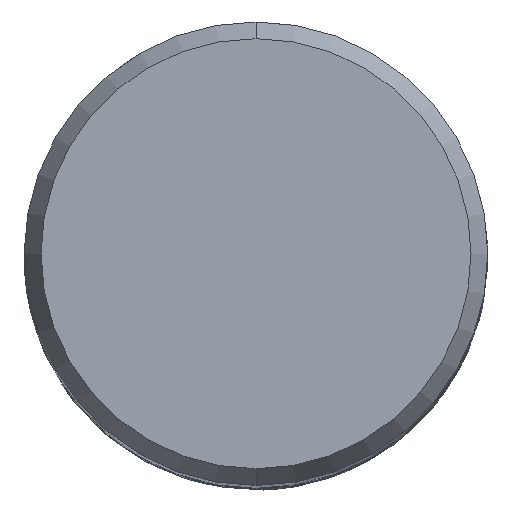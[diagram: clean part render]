
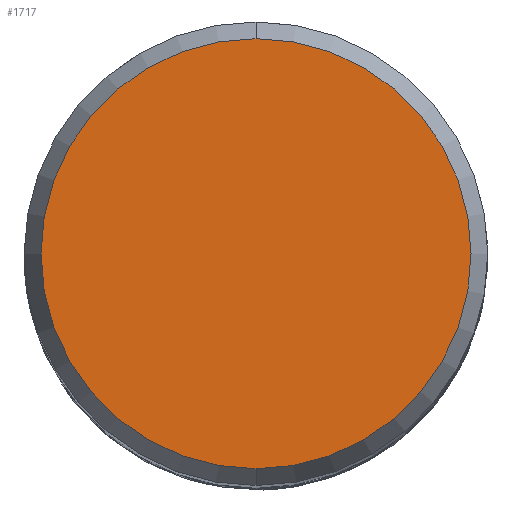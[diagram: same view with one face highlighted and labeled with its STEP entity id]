
A CAD part, top view. The second image highlights one B-rep face of the part: STEP entity #1717.
In plain terms, the highlighted planar face has unit normal (0, 0, 1).
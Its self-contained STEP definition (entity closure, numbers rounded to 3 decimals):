
#935=VERTEX_POINT('',#2459);
#1717=ADVANCED_FACE('',(#3316),#3317,.T.);
#1923=VERTEX_POINT('',#3538);
#2161=EDGE_CURVE('',#935,#1923,#3792,.T.);
#2257=EDGE_CURVE('',#1923,#935,#3895,.T.);
#2459=CARTESIAN_POINT('',(0.,-7.423,0.0));
#3316=FACE_OUTER_BOUND('',#12899,.T.);
#3317=PLANE('',#12900);
#3538=CARTESIAN_POINT('',(0.0,7.423,0.0));
#3792=CIRCLE('',#17756,7.423);
#3895=CIRCLE('',#18333,7.423);
#12899=EDGE_LOOP('',(#19745,#19746));
#12900=AXIS2_PLACEMENT_3D('',#19747,#19748,#19749);
#17756=AXIS2_PLACEMENT_3D('',#20206,#20207,#20208);
#18333=AXIS2_PLACEMENT_3D('',#20278,#20279,#20280);
#19745=ORIENTED_EDGE('',*,*,#2257,.F.);
#19746=ORIENTED_EDGE('',*,*,#2161,.F.);
#19747=CARTESIAN_POINT('',(0.0,3.711,0.0));
#19748=DIRECTION('',(-0.0,0.0,1.0));
#19749=DIRECTION('',(0.0,-1.0,0.0));
#20206=CARTESIAN_POINT('',(0.0,0.0,0.0));
#20207=DIRECTION('',(0.0,0.0,-1.0));
#20208=DIRECTION('',(0.0,1.0,0.0));
#20278=CARTESIAN_POINT('',(0.0,0.0,0.0));
#20279=DIRECTION('',(0.0,0.0,-1.0));
#20280=DIRECTION('',(0.0,1.0,0.0));
